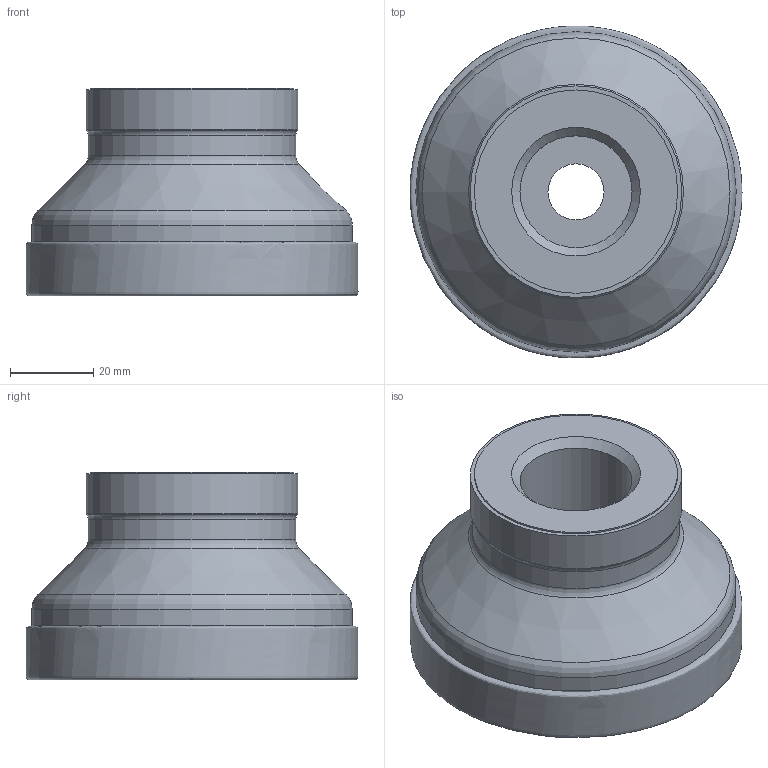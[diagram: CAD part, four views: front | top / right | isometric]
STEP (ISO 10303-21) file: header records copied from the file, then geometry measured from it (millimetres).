
FILE_DESCRIPTION(/* description */ (''),/* implementation_level */ '2;1');
FILE_NAME(/* name */ 'TOOLASSEMBLY_1.STP',/* time_stamp */ '2024-11-20T11:02:04+01:00',/* author */ (''),/* organization */ ('SMS'),/* preprocessor_version */ 'ST-DEVELOPER v16.7',/* originating_system */ 'SIEMENS PLM Software NX 12.0',/* authorisation */ '');
FILE_SCHEMA (('AUTOMOTIVE_DESIGN { 1 0 10303 214 3 1 1 1 }'));
Length unit declared in the file: millimetre
Products named in the file (4): ASSEMBLY_CONSTRUCTION; CUT_20241120110139; NOCUT_20241120110123; TOOLASSEMBLY_1
Assembly tree (3 placements, depth 2):
  TOOLASSEMBLY_1
    NOCUT_20241120110123
    CUT_20241120110139
    ASSEMBLY_CONSTRUCTION
Bounding box: 80 x 80 x 50 mm (x, y, z)
Volume: 155525.4 mm3; surface area: 28984.3 mm2
Topology: 2 solids, 2 shells, 26 faces, 53 edges, 47 vertices
Faces by surface type: cylinder 7, cone 6, plane 6, torus 6, bspline 1
Full cylindrical faces by diameter (mm): 13.5 x1, 20 x1, 27 x1, 49 x1, 50 x1, 51 x1, 77.2 x1
Entity records: 8848 total; most frequent: CARTESIAN_POINT 8136, DIRECTION 138, AXIS2_PLACEMENT_3D 69, FACE_BOUND 51, EDGE_LOOP 50, ORIENTED_EDGE 50, STYLED_ITEM 32, PRESENTATION_STYLE_ASSIGNMENT 32
